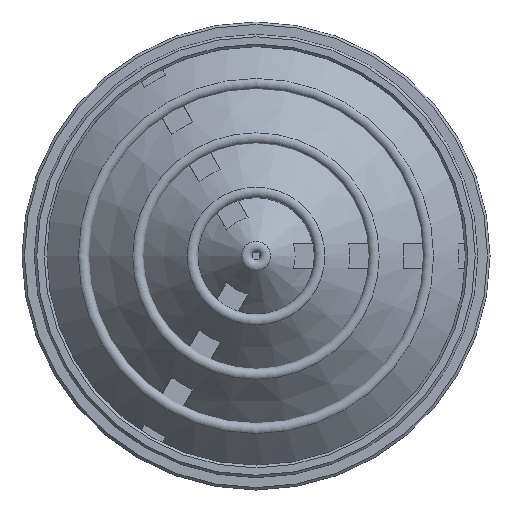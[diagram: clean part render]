
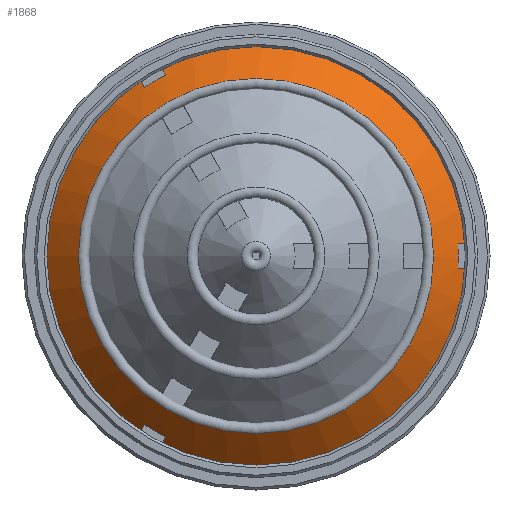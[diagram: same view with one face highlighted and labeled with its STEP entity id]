
A CAD part, front view. The second image highlights one B-rep face of the part: STEP entity #1868.
In plain terms, the highlighted conical face has half-angle 45 degrees and reference radius 78.535 mm.
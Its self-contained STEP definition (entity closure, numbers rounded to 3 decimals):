
#171=(
BOUNDED_CURVE()
B_SPLINE_CURVE(2,(#3319,#3320,#3321),.UNSPECIFIED.,.F.,.F.)
B_SPLINE_CURVE_WITH_KNOTS((3,3),(0.,0.415),.UNSPECIFIED.)
CURVE()
GEOMETRIC_REPRESENTATION_ITEM()
RATIONAL_B_SPLINE_CURVE((1.,1.,1.))
REPRESENTATION_ITEM('')
);
#172=(
BOUNDED_CURVE()
B_SPLINE_CURVE(2,(#3331,#3332,#3333),.UNSPECIFIED.,.F.,.F.)
B_SPLINE_CURVE_WITH_KNOTS((3,3),(0.,0.415),.UNSPECIFIED.)
CURVE()
GEOMETRIC_REPRESENTATION_ITEM()
RATIONAL_B_SPLINE_CURVE((1.,1.,1.))
REPRESENTATION_ITEM('')
);
#173=(
BOUNDED_CURVE()
B_SPLINE_CURVE(2,(#3352,#3353,#3354),.UNSPECIFIED.,.F.,.F.)
B_SPLINE_CURVE_WITH_KNOTS((3,3),(0.,0.415),.UNSPECIFIED.)
CURVE()
GEOMETRIC_REPRESENTATION_ITEM()
RATIONAL_B_SPLINE_CURVE((1.,1.,1.))
REPRESENTATION_ITEM('')
);
#174=(
BOUNDED_CURVE()
B_SPLINE_CURVE(2,(#3357,#3358,#3359),.UNSPECIFIED.,.F.,.F.)
B_SPLINE_CURVE_WITH_KNOTS((3,3),(0.,0.415),.UNSPECIFIED.)
CURVE()
GEOMETRIC_REPRESENTATION_ITEM()
RATIONAL_B_SPLINE_CURVE((1.,1.,1.))
REPRESENTATION_ITEM('')
);
#175=(
BOUNDED_CURVE()
B_SPLINE_CURVE(2,(#3361,#3362,#3363),.UNSPECIFIED.,.F.,.F.)
B_SPLINE_CURVE_WITH_KNOTS((3,3),(0.,0.415),.UNSPECIFIED.)
CURVE()
GEOMETRIC_REPRESENTATION_ITEM()
RATIONAL_B_SPLINE_CURVE((1.,1.,1.))
REPRESENTATION_ITEM('')
);
#176=(
BOUNDED_CURVE()
B_SPLINE_CURVE(2,(#3366,#3367,#3368),.UNSPECIFIED.,.F.,.F.)
B_SPLINE_CURVE_WITH_KNOTS((3,3),(0.,0.415),.UNSPECIFIED.)
CURVE()
GEOMETRIC_REPRESENTATION_ITEM()
RATIONAL_B_SPLINE_CURVE((1.,1.,1.))
REPRESENTATION_ITEM('')
);
#275=FACE_OUTER_BOUND('',#393,.T.);
#393=EDGE_LOOP('',(#1545,#1546,#1547,#1548,#1549,#1550,#1551,#1552,#1553,
#1554,#1555,#1556,#1557,#1558,#1559,#1560,#1561));
#481=LINE('',#3350,#550);
#550=VECTOR('',#2465,78.536);
#651=CIRCLE('',#2021,85.);
#653=CIRCLE('',#2023,85.);
#655=CIRCLE('',#2025,85.);
#657=CIRCLE('',#2027,85.);
#672=CIRCLE('',#2065,82.071);
#673=CIRCLE('',#2071,72.071);
#674=CIRCLE('',#2072,82.071);
#675=CIRCLE('',#2073,82.071);
#676=CIRCLE('',#2074,72.071);
#839=VERTEX_POINT('',#3098);
#840=VERTEX_POINT('',#3100);
#843=VERTEX_POINT('',#3106);
#844=VERTEX_POINT('',#3108);
#847=VERTEX_POINT('',#3114);
#848=VERTEX_POINT('',#3116);
#851=VERTEX_POINT('',#3122);
#872=VERTEX_POINT('',#3318);
#873=VERTEX_POINT('',#3330);
#874=VERTEX_POINT('',#3347);
#875=VERTEX_POINT('',#3348);
#876=VERTEX_POINT('',#3351);
#877=VERTEX_POINT('',#3355);
#878=VERTEX_POINT('',#3360);
#879=VERTEX_POINT('',#3364);
#1064=EDGE_CURVE('',#839,#840,#651,.T.);
#1068=EDGE_CURVE('',#843,#844,#653,.T.);
#1072=EDGE_CURVE('',#847,#848,#655,.T.);
#1076=EDGE_CURVE('',#851,#839,#657,.T.);
#1114=EDGE_CURVE('',#843,#872,#171,.T.);
#1119=EDGE_CURVE('',#873,#840,#172,.T.);
#1123=EDGE_CURVE('',#872,#873,#672,.T.);
#1125=EDGE_CURVE('',#874,#875,#673,.T.);
#1126=EDGE_CURVE('',#874,#839,#481,.T.);
#1127=EDGE_CURVE('',#851,#876,#173,.T.);
#1128=EDGE_CURVE('',#876,#877,#674,.T.);
#1129=EDGE_CURVE('',#877,#848,#174,.T.);
#1130=EDGE_CURVE('',#847,#878,#175,.T.);
#1131=EDGE_CURVE('',#878,#879,#675,.T.);
#1132=EDGE_CURVE('',#879,#844,#176,.T.);
#1133=EDGE_CURVE('',#875,#874,#676,.T.);
#1545=ORIENTED_EDGE('',*,*,#1125,.F.);
#1546=ORIENTED_EDGE('',*,*,#1126,.T.);
#1547=ORIENTED_EDGE('',*,*,#1076,.F.);
#1548=ORIENTED_EDGE('',*,*,#1127,.T.);
#1549=ORIENTED_EDGE('',*,*,#1128,.T.);
#1550=ORIENTED_EDGE('',*,*,#1129,.T.);
#1551=ORIENTED_EDGE('',*,*,#1072,.F.);
#1552=ORIENTED_EDGE('',*,*,#1130,.T.);
#1553=ORIENTED_EDGE('',*,*,#1131,.T.);
#1554=ORIENTED_EDGE('',*,*,#1132,.T.);
#1555=ORIENTED_EDGE('',*,*,#1068,.F.);
#1556=ORIENTED_EDGE('',*,*,#1114,.T.);
#1557=ORIENTED_EDGE('',*,*,#1123,.T.);
#1558=ORIENTED_EDGE('',*,*,#1119,.T.);
#1559=ORIENTED_EDGE('',*,*,#1064,.F.);
#1560=ORIENTED_EDGE('',*,*,#1126,.F.);
#1561=ORIENTED_EDGE('',*,*,#1133,.F.);
#1820=CONICAL_SURFACE('',#2070,78.536,0.785);
#1868=ADVANCED_FACE('',(#275),#1820,.T.);
#2021=AXIS2_PLACEMENT_3D('',#3101,#2338,#2339);
#2023=AXIS2_PLACEMENT_3D('',#3109,#2344,#2345);
#2025=AXIS2_PLACEMENT_3D('',#3117,#2350,#2351);
#2027=AXIS2_PLACEMENT_3D('',#3124,#2356,#2357);
#2065=AXIS2_PLACEMENT_3D('',#3340,#2450,#2451);
#2070=AXIS2_PLACEMENT_3D('',#3346,#2461,#2462);
#2071=AXIS2_PLACEMENT_3D('',#3349,#2463,#2464);
#2072=AXIS2_PLACEMENT_3D('',#3356,#2466,#2467);
#2073=AXIS2_PLACEMENT_3D('',#3365,#2468,#2469);
#2074=AXIS2_PLACEMENT_3D('',#3369,#2470,#2471);
#2338=DIRECTION('center_axis',(0.,1.,0.));
#2339=DIRECTION('ref_axis',(1.,0.,0.));
#2344=DIRECTION('center_axis',(0.,1.,0.));
#2345=DIRECTION('ref_axis',(1.,0.,0.));
#2350=DIRECTION('center_axis',(0.,1.,0.));
#2351=DIRECTION('ref_axis',(1.,0.,0.));
#2356=DIRECTION('center_axis',(0.,1.,0.));
#2357=DIRECTION('ref_axis',(1.,0.,0.));
#2450=DIRECTION('center_axis',(0.,-1.,0.));
#2451=DIRECTION('ref_axis',(1.,0.,0.));
#2461=DIRECTION('center_axis',(0.,1.,0.));
#2462=DIRECTION('ref_axis',(1.,0.,0.));
#2463=DIRECTION('center_axis',(0.,-1.,0.));
#2464=DIRECTION('ref_axis',(1.,0.,0.));
#2465=DIRECTION('',(-0.707,0.707,0.));
#2466=DIRECTION('center_axis',(0.,-1.,0.));
#2467=DIRECTION('ref_axis',(1.,0.,0.));
#2468=DIRECTION('center_axis',(0.,-1.,0.));
#2469=DIRECTION('ref_axis',(1.,0.,0.));
#2470=DIRECTION('center_axis',(0.,-1.,0.));
#2471=DIRECTION('ref_axis',(1.,0.,0.));
#3098=CARTESIAN_POINT('',(-85.,-2.071,0.));
#3100=CARTESIAN_POINT('',(-46.757,-2.071,70.985));
#3101=CARTESIAN_POINT('Origin',(0.,-2.071,0.));
#3106=CARTESIAN_POINT('',(-38.096,-2.071,75.985));
#3108=CARTESIAN_POINT('',(84.853,-2.071,5.));
#3109=CARTESIAN_POINT('Origin',(0.,-2.071,0.));
#3114=CARTESIAN_POINT('',(84.853,-2.071,-5.));
#3116=CARTESIAN_POINT('',(-38.096,-2.071,-75.985));
#3117=CARTESIAN_POINT('Origin',(0.,-2.071,0.));
#3122=CARTESIAN_POINT('',(-46.757,-2.071,-70.985));
#3124=CARTESIAN_POINT('Origin',(0.,-2.071,0.));
#3318=CARTESIAN_POINT('',(-36.629,-5.,73.444));
#3319=CARTESIAN_POINT('Ctrl Pts',(-38.096,-2.071,75.985));
#3320=CARTESIAN_POINT('Ctrl Pts',(-37.35,-3.561,74.692));
#3321=CARTESIAN_POINT('Ctrl Pts',(-36.629,-5.,73.444));
#3330=CARTESIAN_POINT('',(-45.289,-5.,68.444));
#3331=CARTESIAN_POINT('Ctrl Pts',(-45.289,-5.,68.444));
#3332=CARTESIAN_POINT('Ctrl Pts',(-46.01,-3.561,69.692));
#3333=CARTESIAN_POINT('Ctrl Pts',(-46.757,-2.071,70.985));
#3340=CARTESIAN_POINT('Origin',(0.,-5.,0.));
#3346=CARTESIAN_POINT('Origin',(0.,-8.536,0.));
#3347=CARTESIAN_POINT('',(-72.071,-15.,0.));
#3348=CARTESIAN_POINT('',(0.,-15.,72.071));
#3349=CARTESIAN_POINT('Origin',(0.,-15.,0.));
#3350=CARTESIAN_POINT('',(-78.536,-8.536,0.));
#3351=CARTESIAN_POINT('',(-45.289,-5.,-68.444));
#3352=CARTESIAN_POINT('Ctrl Pts',(-46.757,-2.071,-70.985));
#3353=CARTESIAN_POINT('Ctrl Pts',(-46.01,-3.561,-69.692));
#3354=CARTESIAN_POINT('Ctrl Pts',(-45.289,-5.,-68.444));
#3355=CARTESIAN_POINT('',(-36.629,-5.,-73.444));
#3356=CARTESIAN_POINT('Origin',(0.,-5.,0.));
#3357=CARTESIAN_POINT('Ctrl Pts',(-36.629,-5.,-73.444));
#3358=CARTESIAN_POINT('Ctrl Pts',(-37.35,-3.561,-74.692));
#3359=CARTESIAN_POINT('Ctrl Pts',(-38.096,-2.071,-75.985));
#3360=CARTESIAN_POINT('',(81.919,-5.,-5.));
#3361=CARTESIAN_POINT('Ctrl Pts',(84.853,-2.071,-5.));
#3362=CARTESIAN_POINT('Ctrl Pts',(83.36,-3.561,-5.));
#3363=CARTESIAN_POINT('Ctrl Pts',(81.919,-5.,-5.));
#3364=CARTESIAN_POINT('',(81.919,-5.,5.));
#3365=CARTESIAN_POINT('Origin',(0.,-5.,0.));
#3366=CARTESIAN_POINT('Ctrl Pts',(81.919,-5.,5.));
#3367=CARTESIAN_POINT('Ctrl Pts',(83.36,-3.561,5.));
#3368=CARTESIAN_POINT('Ctrl Pts',(84.853,-2.071,5.));
#3369=CARTESIAN_POINT('Origin',(0.,-15.,0.));
